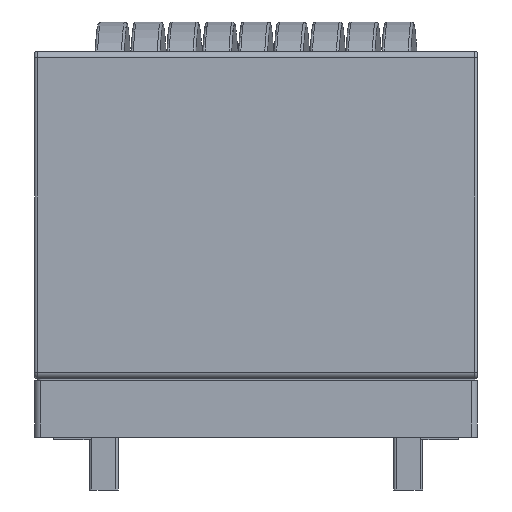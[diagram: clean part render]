
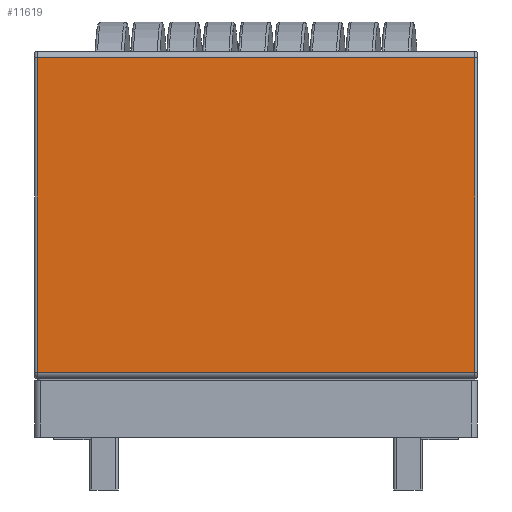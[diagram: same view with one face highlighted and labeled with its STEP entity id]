
A CAD part, left-side view. The second image highlights one B-rep face of the part: STEP entity #11619.
In plain terms, the highlighted planar face has unit normal (-1, 0, 0).
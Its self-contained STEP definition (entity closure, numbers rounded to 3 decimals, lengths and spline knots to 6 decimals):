
#1183=LINE('',#40758,#1927);
#1188=LINE('',#40767,#1932);
#1196=LINE('',#40787,#1940);
#1204=LINE('',#40818,#1948);
#1927=VECTOR('',#13216,1.);
#1932=VECTOR('',#13225,1.);
#1940=VECTOR('',#13241,1.);
#1948=VECTOR('',#13281,1.);
#3402=ORIENTED_EDGE('',*,*,#5386,.F.);
#3403=ORIENTED_EDGE('',*,*,#5371,.T.);
#3404=ORIENTED_EDGE('',*,*,#5376,.T.);
#3405=ORIENTED_EDGE('',*,*,#5402,.T.);
#5371=EDGE_CURVE('',#6402,#6403,#1183,.T.);
#5376=EDGE_CURVE('',#6403,#6407,#1188,.T.);
#5386=EDGE_CURVE('',#6402,#6415,#1196,.T.);
#5402=EDGE_CURVE('',#6407,#6415,#1204,.T.);
#6402=VERTEX_POINT('',#40747);
#6403=VERTEX_POINT('',#40752);
#6407=VERTEX_POINT('',#40768);
#6415=VERTEX_POINT('',#40788);
#7180=EDGE_LOOP('',(#3402,#3403,#3404,#3405));
#7694=FACE_BOUND('',#7180,.T.);
#8086=PLANE('',#12188);
#11619=ADVANCED_FACE('',(#7694),#8086,.T.);
#12188=AXIS2_PLACEMENT_3D('',#40817,#13279,#13280);
#13216=DIRECTION('',(0.,0.,-1.));
#13225=DIRECTION('',(0.,-1.,0.));
#13241=DIRECTION('',(0.,-1.,0.));
#13279=DIRECTION('',(-1.,0.,0.));
#13280=DIRECTION('',(0.,0.,1.));
#13281=DIRECTION('',(0.,0.,1.));
#40747=CARTESIAN_POINT('',(-0.018,0.0174,0.0279));
#40752=CARTESIAN_POINT('',(-0.018,0.0174,0.0029));
#40758=CARTESIAN_POINT('',(-0.018,0.0174,0.0029));
#40767=CARTESIAN_POINT('',(-0.018,0.0176,0.0029));
#40768=CARTESIAN_POINT('',(-0.018,-0.0174,0.0029));
#40787=CARTESIAN_POINT('',(-0.018,0.0176,0.0279));
#40788=CARTESIAN_POINT('',(-0.018,-0.0174,0.0279));
#40817=CARTESIAN_POINT('',(-0.018,0.0176,0.0284));
#40818=CARTESIAN_POINT('',(-0.018,-0.0174,0.0279));
